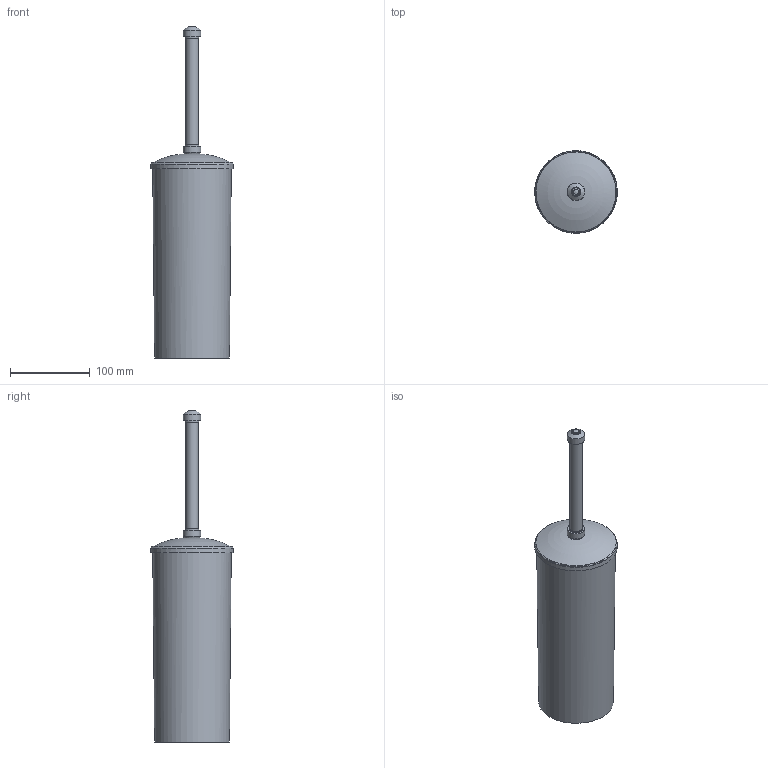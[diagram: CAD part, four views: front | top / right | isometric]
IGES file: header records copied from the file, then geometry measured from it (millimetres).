
Global section: file name: L49; native system: Autodesk Inventor 2018; preprocessor: unknown; author: JMorrison; date: 20190705.121719; units: millimetre
Bounding box: 103.89 x 103.81 x 417.44 mm (x, y, z)
Volume: 406729.2 mm3; surface area: 190318.3 mm2
Topology: 6 solids, 6 shells, 48 faces, 118 edges, 89 vertices
Faces by surface type: bspline 48
